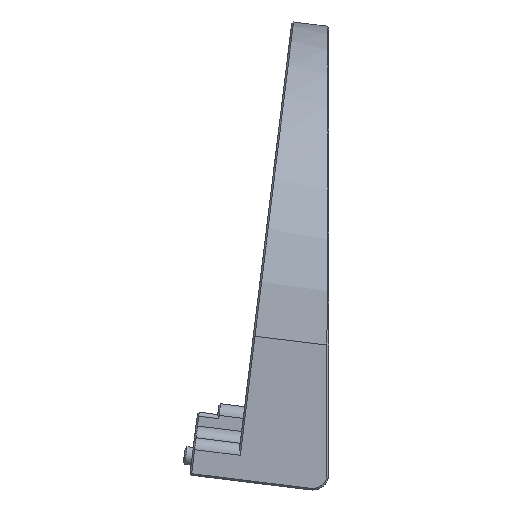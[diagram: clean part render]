
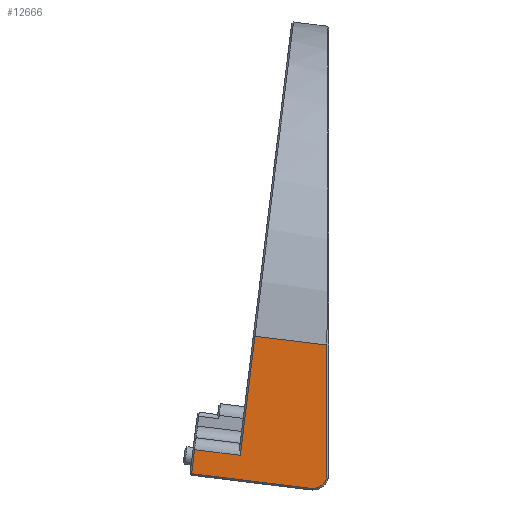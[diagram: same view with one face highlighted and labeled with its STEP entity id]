
A CAD part, left-side view. The second image highlights one B-rep face of the part: STEP entity #12666.
In plain terms, the highlighted planar face has unit normal (-1, 0, 0).
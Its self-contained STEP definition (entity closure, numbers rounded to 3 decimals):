
#1178 = ORIENTED_EDGE ( 'NONE', *, *, #8662, .T. ) ;
#1851 = FACE_OUTER_BOUND ( 'NONE', #5587, .T. ) ;
#2016 = CIRCLE ( 'NONE', #14629, 1.8 ) ;
#2632 = CARTESIAN_POINT ( 'NONE',  ( -141.5, -2.239, 18.236 ) ) ;
#2795 = CARTESIAN_POINT ( 'NONE',  ( -141.5, 0.794, 0.097 ) ) ;
#3082 = DIRECTION ( 'NONE',  ( 0., 0., -1. ) ) ;
#3656 = CARTESIAN_POINT ( 'NONE',  ( -141.5, -14.489, -1.564 ) ) ;
#3689 = LINE ( 'NONE', #8658, #14263 ) ;
#3870 = VERTEX_POINT ( 'NONE', #4880 ) ;
#3879 = VECTOR ( 'NONE', #4461, 1000. ) ;
#3892 = AXIS2_PLACEMENT_3D ( 'NONE', #7035, #5458, #21021 ) ;
#3974 = EDGE_CURVE ( 'NONE', #13940, #3870, #2016, .T. ) ;
#4203 = LINE ( 'NONE', #11092, #19114 ) ;
#4245 = CARTESIAN_POINT ( 'NONE',  ( -141.5, -16.289, 0. ) ) ;
#4456 = CIRCLE ( 'NONE', #8771, 1.8 ) ;
#4461 = DIRECTION ( 'NONE',  ( 0., 0., 1. ) ) ;
#4768 = CARTESIAN_POINT ( 'NONE',  ( -141.5, -14.489, 0.236 ) ) ;
#4880 = CARTESIAN_POINT ( 'NONE',  ( -141.5, -16.289, 0.236 ) ) ;
#5354 = PLANE ( 'NONE',  #3892 ) ;
#5458 = DIRECTION ( 'NONE',  ( 1., 0., 0. ) ) ;
#5587 = EDGE_LOOP ( 'NONE', ( #16149, #7158, #15495, #21992, #11754, #17799, #7156, #1178 ) ) ;
#6468 = DIRECTION ( 'NONE',  ( -1., 0., 0. ) ) ;
#7035 = CARTESIAN_POINT ( 'NONE',  ( -141.5, 0., 0. ) ) ;
#7156 = ORIENTED_EDGE ( 'NONE', *, *, #12911, .T. ) ;
#7158 = ORIENTED_EDGE ( 'NONE', *, *, #11826, .T. ) ;
#7705 = LINE ( 'NONE', #2632, #14704 ) ;
#7877 = CARTESIAN_POINT ( 'NONE',  ( -141.5, -16.289, 16.511 ) ) ;
#8444 = DIRECTION ( 'NONE',  ( 0., 0.993, 0.122 ) ) ;
#8658 = CARTESIAN_POINT ( 'NONE',  ( -141.5, -0.396, 3.226 ) ) ;
#8662 = EDGE_CURVE ( 'NONE', #16451, #10564, #4203, .T. ) ;
#8771 = AXIS2_PLACEMENT_3D ( 'NONE', #18303, #6468, #3082 ) ;
#9207 = LINE ( 'NONE', #4245, #3879 ) ;
#9341 = DIRECTION ( 'NONE',  ( 0., -0.993, -0.122 ) ) ;
#10564 = VERTEX_POINT ( 'NONE', #10819 ) ;
#10819 = CARTESIAN_POINT ( 'NONE',  ( -141.5, -5.362, 2.616 ) ) ;
#10930 = VERTEX_POINT ( 'NONE', #14033 ) ;
#11092 = CARTESIAN_POINT ( 'NONE',  ( -141.5, -4.966, -0.61 ) ) ;
#11670 = EDGE_CURVE ( 'NONE', #20324, #20908, #17911, .T. ) ;
#11754 = ORIENTED_EDGE ( 'NONE', *, *, #3974, .T. ) ;
#11826 = EDGE_CURVE ( 'NONE', #10930, #20324, #18240, .T. ) ;
#12379 = EDGE_CURVE ( 'NONE', #3870, #19770, #9207, .T. ) ;
#12666 = ADVANCED_FACE ( 'NONE', ( #1851 ), #5354, .F. ) ;
#12880 = VECTOR ( 'NONE', #9341, 1000. ) ;
#12911 = EDGE_CURVE ( 'NONE', #19770, #16451, #7705, .T. ) ;
#13567 = DIRECTION ( 'NONE',  ( -1., 0., 0. ) ) ;
#13940 = VERTEX_POINT ( 'NONE', #3656 ) ;
#14033 = CARTESIAN_POINT ( 'NONE',  ( -141.5, 0.398, 3.323 ) ) ;
#14263 = VECTOR ( 'NONE', #8444, 1000. ) ;
#14364 = DIRECTION ( 'NONE',  ( 0., 0.122, -0.993 ) ) ;
#14629 = AXIS2_PLACEMENT_3D ( 'NONE', #4768, #13567, #15366 ) ;
#14641 = CARTESIAN_POINT ( 'NONE',  ( -141.5, -0.024, 0.199 ) ) ;
#14643 = CARTESIAN_POINT ( 'NONE',  ( -141.5, -7.205, 17.626 ) ) ;
#14704 = VECTOR ( 'NONE', #17857, 1000. ) ;
#14842 = CARTESIAN_POINT ( 'NONE',  ( -141.5, 0.77, 0.296 ) ) ;
#15014 = EDGE_CURVE ( 'NONE', #10564, #10930, #3689, .T. ) ;
#15366 = DIRECTION ( 'NONE',  ( 0., 0., -1. ) ) ;
#15495 = ORIENTED_EDGE ( 'NONE', *, *, #11670, .T. ) ;
#15761 = VECTOR ( 'NONE', #22001, 1000. ) ;
#16149 = ORIENTED_EDGE ( 'NONE', *, *, #15014, .T. ) ;
#16451 = VERTEX_POINT ( 'NONE', #14643 ) ;
#17799 = ORIENTED_EDGE ( 'NONE', *, *, #12379, .T. ) ;
#17857 = DIRECTION ( 'NONE',  ( 0., 0.993, 0.122 ) ) ;
#17911 = LINE ( 'NONE', #14641, #12880 ) ;
#18240 = LINE ( 'NONE', #2795, #15761 ) ;
#18303 = CARTESIAN_POINT ( 'NONE',  ( -141.5, -14.489, 0.236 ) ) ;
#19114 = VECTOR ( 'NONE', #14364, 1000. ) ;
#19770 = VERTEX_POINT ( 'NONE', #7877 ) ;
#20324 = VERTEX_POINT ( 'NONE', #14842 ) ;
#20454 = CARTESIAN_POINT ( 'NONE',  ( -141.5, -14.27, -1.551 ) ) ;
#20788 = EDGE_CURVE ( 'NONE', #20908, #13940, #4456, .T. ) ;
#20908 = VERTEX_POINT ( 'NONE', #20454 ) ;
#21021 = DIRECTION ( 'NONE',  ( 0., 0., -1. ) ) ;
#21992 = ORIENTED_EDGE ( 'NONE', *, *, #20788, .T. ) ;
#22001 = DIRECTION ( 'NONE',  ( 0., 0.122, -0.993 ) ) ;
